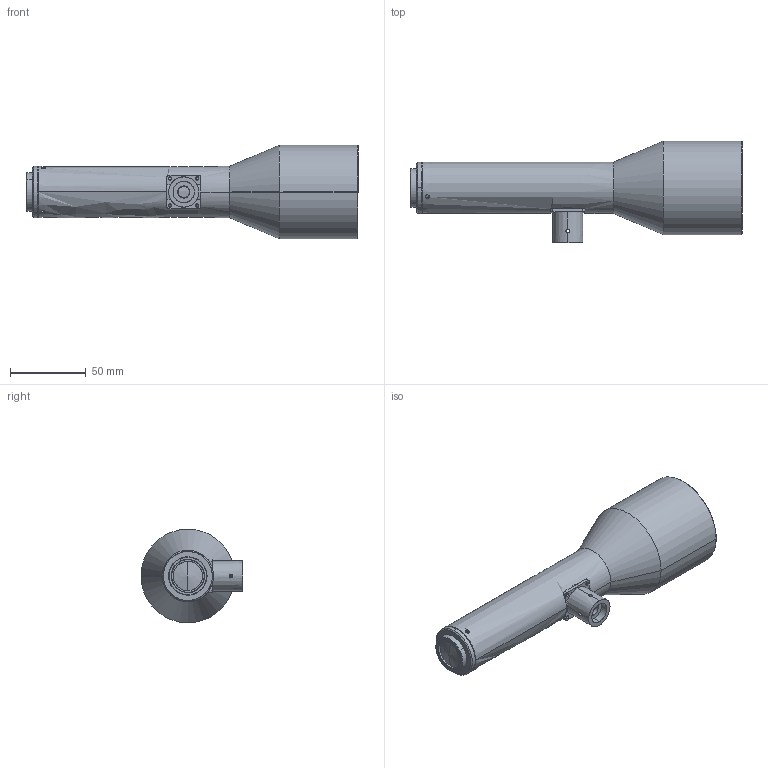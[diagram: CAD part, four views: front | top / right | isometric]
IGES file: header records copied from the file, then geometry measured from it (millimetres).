
Start section: SolidWorks IGES file using analytic representation for surfaces
Global section: file name: WWK055-220C-111.IGS,1; native system: 5HSolidWorks 2017; preprocessor: SolidWorks 2017; author: luosh; date: 190809.102545; units: millimetre
Bounding box: 219.81 x 67.5 x 62 mm (x, y, z)
Surface area: 36383.9 mm2 (no closed solid volume)
Topology: 0 solids, 0 shells, 113 faces, 2518 edges, 2514 vertices
Faces by surface type: revolution 84, bspline 29
